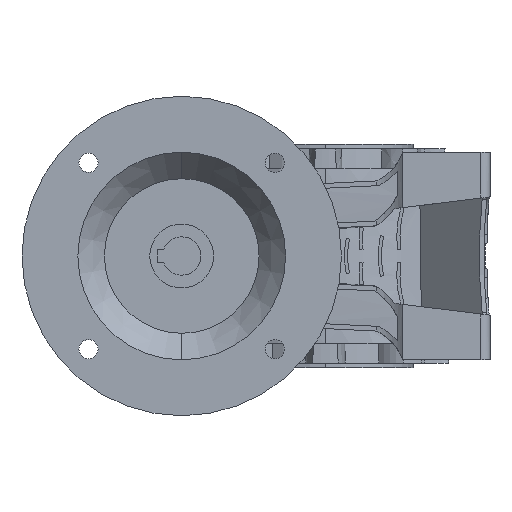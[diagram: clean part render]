
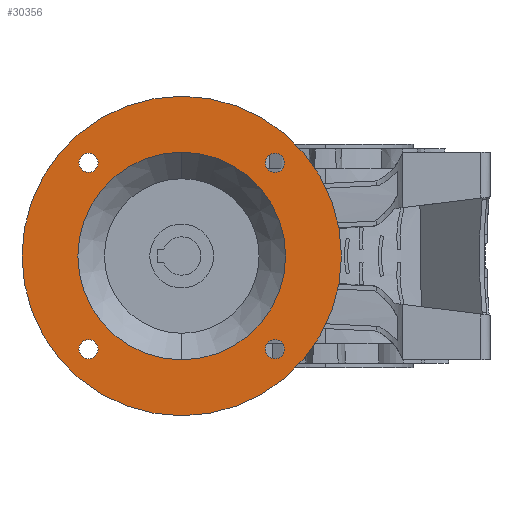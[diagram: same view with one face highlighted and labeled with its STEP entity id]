
A CAD part, left-side view. The second image highlights one B-rep face of the part: STEP entity #30356.
In plain terms, the highlighted planar face has unit normal (-1, 0, 0).
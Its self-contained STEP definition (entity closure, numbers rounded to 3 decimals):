
#2063 = CARTESIAN_POINT ( 'NONE',  ( -21., -58.336, 58.336 ) ) ;
#2064 = DIRECTION ( 'NONE',  ( -1., 0., 0. ) ) ;
#2065 = DIRECTION ( 'NONE',  ( 0., 0., 1. ) ) ;
#2066 = CARTESIAN_POINT ( 'NONE',  ( -21., 58.336, 58.336 ) ) ;
#2067 = DIRECTION ( 'NONE',  ( -1., 0., 0. ) ) ;
#2068 = DIRECTION ( 'NONE',  ( 0., 0., 1. ) ) ;
#2069 = CARTESIAN_POINT ( 'NONE',  ( -21., 0., 0. ) ) ;
#2070 = DIRECTION ( 'NONE',  ( -1., 0., 0. ) ) ;
#2071 = DIRECTION ( 'NONE',  ( 0., 0., 1. ) ) ;
#3245 = CIRCLE ( 'NONE', #41882, 6. ) ;
#3248 = CIRCLE ( 'NONE', #41884, 6. ) ;
#3258 = CIRCLE ( 'NONE', #41886, 6. ) ;
#3262 = CIRCLE ( 'NONE', #41888, 6. ) ;
#3293 = CIRCLE ( 'NONE', #41892, 100. ) ;
#3301 = CIRCLE ( 'NONE', #41894, 65. ) ;
#3385 = CIRCLE ( 'NONE', #41908, 65. ) ;
#3388 = CIRCLE ( 'NONE', #41909, 6. ) ;
#3389 = CIRCLE ( 'NONE', #41910, 6. ) ;
#5709 = CARTESIAN_POINT ( 'NONE',  ( -21., 58.336, -58.336 ) ) ;
#5711 = DIRECTION ( 'NONE',  ( -1., 0., 0. ) ) ;
#5713 = DIRECTION ( 'NONE',  ( 0., 0., 1. ) ) ;
#5733 = CARTESIAN_POINT ( 'NONE',  ( -21., -58.336, -58.336 ) ) ;
#5735 = DIRECTION ( 'NONE',  ( -1., 0., 0. ) ) ;
#5736 = DIRECTION ( 'NONE',  ( 0., 0., 1. ) ) ;
#5757 = CARTESIAN_POINT ( 'NONE',  ( -21., -58.336, 58.336 ) ) ;
#5759 = DIRECTION ( 'NONE',  ( -1., 0., 0. ) ) ;
#5761 = DIRECTION ( 'NONE',  ( 0., 0., 1. ) ) ;
#5780 = CARTESIAN_POINT ( 'NONE',  ( -21., 58.336, 58.336 ) ) ;
#5782 = DIRECTION ( 'NONE',  ( -1., 0., 0. ) ) ;
#5784 = DIRECTION ( 'NONE',  ( 0., 0., 1. ) ) ;
#5828 = CARTESIAN_POINT ( 'NONE',  ( -21., 0., 0. ) ) ;
#5829 = DIRECTION ( 'NONE',  ( -1., 0., 0. ) ) ;
#5831 = DIRECTION ( 'NONE',  ( 0., 0., 1. ) ) ;
#5850 = CARTESIAN_POINT ( 'NONE',  ( -21., 0., 0. ) ) ;
#5852 = DIRECTION ( 'NONE',  ( -1., 0., 0. ) ) ;
#5854 = DIRECTION ( 'NONE',  ( 0., 0., 1. ) ) ;
#6020 = CARTESIAN_POINT ( 'NONE',  ( -21., 0., 0. ) ) ;
#6022 = DIRECTION ( 'NONE',  ( -1., 0., 0. ) ) ;
#6024 = DIRECTION ( 'NONE',  ( 0., 0., 1. ) ) ;
#6029 = CARTESIAN_POINT ( 'NONE',  ( -21., 58.336, -58.336 ) ) ;
#6031 = DIRECTION ( 'NONE',  ( -1., 0., 0. ) ) ;
#6033 = DIRECTION ( 'NONE',  ( 0., 0., 1. ) ) ;
#6038 = CARTESIAN_POINT ( 'NONE',  ( -21., -58.336, -58.336 ) ) ;
#6040 = DIRECTION ( 'NONE',  ( -1., 0., 0. ) ) ;
#6042 = DIRECTION ( 'NONE',  ( 0., 0., 1. ) ) ;
#12060 = CARTESIAN_POINT ( 'NONE',  ( -21., 58.336, -64.336 ) ) ;
#12062 = CARTESIAN_POINT ( 'NONE',  ( -21., 58.336, -52.336 ) ) ;
#12071 = CARTESIAN_POINT ( 'NONE',  ( -21., -58.336, -64.336 ) ) ;
#12073 = CARTESIAN_POINT ( 'NONE',  ( -21., -58.336, -52.336 ) ) ;
#12080 = CARTESIAN_POINT ( 'NONE',  ( -21., -58.336, 52.336 ) ) ;
#12083 = CARTESIAN_POINT ( 'NONE',  ( -21., -58.336, 64.336 ) ) ;
#12091 = CARTESIAN_POINT ( 'NONE',  ( -21., 58.336, 52.336 ) ) ;
#12094 = CARTESIAN_POINT ( 'NONE',  ( -21., 58.336, 64.336 ) ) ;
#12103 = CARTESIAN_POINT ( 'NONE',  ( -21., 0., -100. ) ) ;
#12114 = CARTESIAN_POINT ( 'NONE',  ( -21., 0., 100. ) ) ;
#12123 = CARTESIAN_POINT ( 'NONE',  ( -21., 0., -65. ) ) ;
#12126 = CARTESIAN_POINT ( 'NONE',  ( -21., 0., 65. ) ) ;
#14921 = AXIS2_PLACEMENT_3D ( 'NONE', #2063, #2064, #2065 ) ;
#14922 = AXIS2_PLACEMENT_3D ( 'NONE', #2066, #2067, #2068 ) ;
#14923 = AXIS2_PLACEMENT_3D ( 'NONE', #2069, #2070, #2071 ) ;
#21176 = CIRCLE ( 'NONE', #14922, 6. ) ;
#21180 = CIRCLE ( 'NONE', #14921, 6. ) ;
#21182 = CIRCLE ( 'NONE', #14923, 100. ) ;
#24170 = AXIS2_PLACEMENT_3D ( 'NONE', #43753, #43749, #43754 ) ;
#30356 = ADVANCED_FACE ( 'NONE', ( #48863, #48867, #48862, #48864, #48865, #48868 ), #43751, .F. ) ;
#36054 = VERTEX_POINT ( 'NONE', #12060 ) ;
#36056 = VERTEX_POINT ( 'NONE', #12062 ) ;
#36062 = VERTEX_POINT ( 'NONE', #12071 ) ;
#36064 = VERTEX_POINT ( 'NONE', #12073 ) ;
#36070 = VERTEX_POINT ( 'NONE', #12080 ) ;
#36072 = VERTEX_POINT ( 'NONE', #12083 ) ;
#36078 = VERTEX_POINT ( 'NONE', #12091 ) ;
#36080 = VERTEX_POINT ( 'NONE', #12094 ) ;
#36092 = VERTEX_POINT ( 'NONE', #12114 ) ;
#36094 = VERTEX_POINT ( 'NONE', #12103 ) ;
#36102 = VERTEX_POINT ( 'NONE', #12123 ) ;
#36104 = VERTEX_POINT ( 'NONE', #12126 ) ;
#41882 = AXIS2_PLACEMENT_3D ( 'NONE', #5709, #5711, #5713 ) ;
#41884 = AXIS2_PLACEMENT_3D ( 'NONE', #5733, #5735, #5736 ) ;
#41886 = AXIS2_PLACEMENT_3D ( 'NONE', #5757, #5759, #5761 ) ;
#41888 = AXIS2_PLACEMENT_3D ( 'NONE', #5780, #5782, #5784 ) ;
#41892 = AXIS2_PLACEMENT_3D ( 'NONE', #5828, #5829, #5831 ) ;
#41894 = AXIS2_PLACEMENT_3D ( 'NONE', #5850, #5852, #5854 ) ;
#41908 = AXIS2_PLACEMENT_3D ( 'NONE', #6020, #6022, #6024 ) ;
#41909 = AXIS2_PLACEMENT_3D ( 'NONE', #6029, #6031, #6033 ) ;
#41910 = AXIS2_PLACEMENT_3D ( 'NONE', #6038, #6040, #6042 ) ;
#43749 = DIRECTION ( 'NONE',  ( 1., 0., 0. ) ) ;
#43751 = PLANE ( 'NONE',  #24170 ) ;
#43753 = CARTESIAN_POINT ( 'NONE',  ( -21., 65., 0. ) ) ;
#43754 = DIRECTION ( 'NONE',  ( 0., 0., -1. ) ) ;
#44256 = EDGE_CURVE ( 'NONE', #36072, #36070, #21180, .T. ) ;
#44257 = EDGE_CURVE ( 'NONE', #36080, #36078, #21176, .T. ) ;
#44258 = EDGE_CURVE ( 'NONE', #36094, #36092, #21182, .T. ) ;
#45727 = ORIENTED_EDGE ( 'NONE', *, *, #48109, .F. ) ;
#45729 = ORIENTED_EDGE ( 'NONE', *, *, #48055, .F. ) ;
#45731 = ORIENTED_EDGE ( 'NONE', *, *, #48110, .F. ) ;
#45733 = ORIENTED_EDGE ( 'NONE', *, *, #48059, .F. ) ;
#45734 = ORIENTED_EDGE ( 'NONE', *, *, #44256, .F. ) ;
#45736 = ORIENTED_EDGE ( 'NONE', *, *, #48063, .F. ) ;
#45738 = ORIENTED_EDGE ( 'NONE', *, *, #44257, .F. ) ;
#45740 = ORIENTED_EDGE ( 'NONE', *, *, #48067, .F. ) ;
#45742 = ORIENTED_EDGE ( 'NONE', *, *, #48108, .F. ) ;
#45743 = ORIENTED_EDGE ( 'NONE', *, *, #48079, .F. ) ;
#45745 = ORIENTED_EDGE ( 'NONE', *, *, #48075, .T. ) ;
#45747 = ORIENTED_EDGE ( 'NONE', *, *, #44258, .T. ) ;
#48055 = EDGE_CURVE ( 'NONE', #36054, #36056, #3245, .T. ) ;
#48059 = EDGE_CURVE ( 'NONE', #36062, #36064, #3248, .T. ) ;
#48063 = EDGE_CURVE ( 'NONE', #36070, #36072, #3258, .T. ) ;
#48067 = EDGE_CURVE ( 'NONE', #36078, #36080, #3262, .T. ) ;
#48075 = EDGE_CURVE ( 'NONE', #36092, #36094, #3293, .T. ) ;
#48079 = EDGE_CURVE ( 'NONE', #36102, #36104, #3301, .T. ) ;
#48108 = EDGE_CURVE ( 'NONE', #36104, #36102, #3385, .T. ) ;
#48109 = EDGE_CURVE ( 'NONE', #36056, #36054, #3388, .T. ) ;
#48110 = EDGE_CURVE ( 'NONE', #36064, #36062, #3389, .T. ) ;
#48862 = FACE_BOUND ( 'NONE', #49915, .T. ) ;
#48863 = FACE_BOUND ( 'NONE', #49919, .T. ) ;
#48864 = FACE_BOUND ( 'NONE', #49917, .T. ) ;
#48865 = FACE_BOUND ( 'NONE', #49909, .T. ) ;
#48867 = FACE_BOUND ( 'NONE', #49912, .T. ) ;
#48868 = FACE_OUTER_BOUND ( 'NONE', #49921, .T. ) ;
#49909 = EDGE_LOOP ( 'NONE', ( #45742, #45743 ) ) ;
#49912 = EDGE_LOOP ( 'NONE', ( #45731, #45733 ) ) ;
#49915 = EDGE_LOOP ( 'NONE', ( #45734, #45736 ) ) ;
#49917 = EDGE_LOOP ( 'NONE', ( #45738, #45740 ) ) ;
#49919 = EDGE_LOOP ( 'NONE', ( #45727, #45729 ) ) ;
#49921 = EDGE_LOOP ( 'NONE', ( #45745, #45747 ) ) ;
